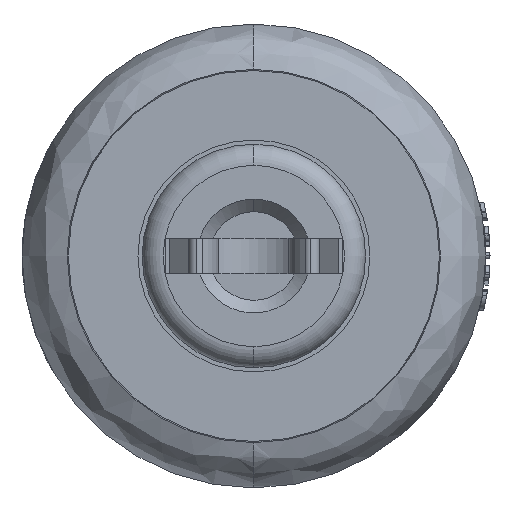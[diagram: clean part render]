
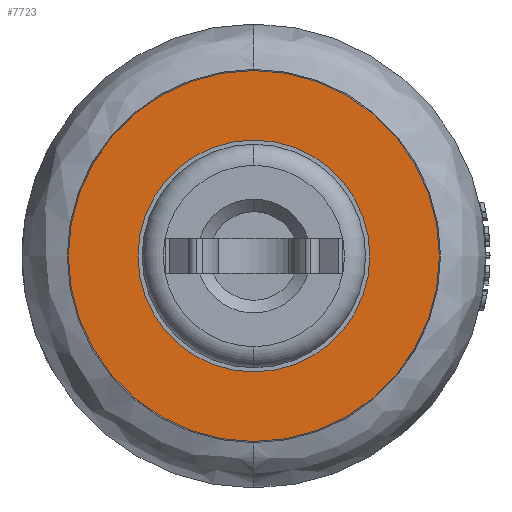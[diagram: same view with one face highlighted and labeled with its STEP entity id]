
A CAD part, left-side view. The second image highlights one B-rep face of the part: STEP entity #7723.
In plain terms, the highlighted planar face has unit normal (-1, 0, 0).
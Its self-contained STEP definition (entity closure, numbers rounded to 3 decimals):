
#800 = CARTESIAN_POINT ( 'NONE',  ( 12., 0., 0. ) ) ;
#868 = CARTESIAN_POINT ( 'NONE',  ( 12., 0., -4.4 ) ) ;
#1182 = AXIS2_PLACEMENT_3D ( 'NONE', #868, #10239, #22863 ) ;
#1582 = DIRECTION ( 'NONE',  ( -1., 0., 0. ) ) ;
#1642 = DIRECTION ( 'NONE',  ( 0., 0., 1. ) ) ;
#2270 = EDGE_LOOP ( 'NONE', ( #10815, #21698 ) ) ;
#3533 = CIRCLE ( 'NONE', #10254, 2.75 ) ;
#4684 = EDGE_LOOP ( 'NONE', ( #15785, #4903 ) ) ;
#4903 = ORIENTED_EDGE ( 'NONE', *, *, #16919, .F. ) ;
#4960 = FACE_BOUND ( 'NONE', #4684, .T. ) ;
#5493 = CIRCLE ( 'NONE', #7629, 4.4 ) ;
#7629 = AXIS2_PLACEMENT_3D ( 'NONE', #17267, #15158, #17188 ) ;
#7723 = ADVANCED_FACE ( 'NONE', ( #4960, #8423 ), #13662, .F. ) ;
#8237 = VERTEX_POINT ( 'NONE', #10210 ) ;
#8362 = VERTEX_POINT ( 'NONE', #16355 ) ;
#8423 = FACE_OUTER_BOUND ( 'NONE', #2270, .T. ) ;
#8799 = CARTESIAN_POINT ( 'NONE',  ( 12., 0., 0. ) ) ;
#8886 = DIRECTION ( 'NONE',  ( 0., 0., 1. ) ) ;
#9601 = EDGE_CURVE ( 'NONE', #8362, #8237, #5493, .T. ) ;
#10210 = CARTESIAN_POINT ( 'NONE',  ( 12., 0., -4.4 ) ) ;
#10239 = DIRECTION ( 'NONE',  ( 1., 0., 0. ) ) ;
#10254 = AXIS2_PLACEMENT_3D ( 'NONE', #800, #15624, #15851 ) ;
#10815 = ORIENTED_EDGE ( 'NONE', *, *, #9601, .T. ) ;
#11370 = AXIS2_PLACEMENT_3D ( 'NONE', #23410, #12376, #1642 ) ;
#12376 = DIRECTION ( 'NONE',  ( -1., 0., 0. ) ) ;
#13662 = PLANE ( 'NONE',  #1182 ) ;
#13816 = CARTESIAN_POINT ( 'NONE',  ( 12., 0., -2.75 ) ) ;
#14154 = EDGE_CURVE ( 'NONE', #8237, #8362, #22010, .T. ) ;
#15158 = DIRECTION ( 'NONE',  ( -1., 0., 0. ) ) ;
#15624 = DIRECTION ( 'NONE',  ( -1., 0., 0. ) ) ;
#15785 = ORIENTED_EDGE ( 'NONE', *, *, #16783, .F. ) ;
#15851 = DIRECTION ( 'NONE',  ( 0., 0., 1. ) ) ;
#16355 = CARTESIAN_POINT ( 'NONE',  ( 12., 0., 4.4 ) ) ;
#16783 = EDGE_CURVE ( 'NONE', #21305, #20169, #3533, .T. ) ;
#16919 = EDGE_CURVE ( 'NONE', #20169, #21305, #21080, .T. ) ;
#17188 = DIRECTION ( 'NONE',  ( 0., 0., 1. ) ) ;
#17267 = CARTESIAN_POINT ( 'NONE',  ( 12., 0., 0. ) ) ;
#17532 = CARTESIAN_POINT ( 'NONE',  ( 12., 0., 2.75 ) ) ;
#20169 = VERTEX_POINT ( 'NONE', #13816 ) ;
#21080 = CIRCLE ( 'NONE', #23807, 2.75 ) ;
#21305 = VERTEX_POINT ( 'NONE', #17532 ) ;
#21698 = ORIENTED_EDGE ( 'NONE', *, *, #14154, .T. ) ;
#22010 = CIRCLE ( 'NONE', #11370, 4.4 ) ;
#22863 = DIRECTION ( 'NONE',  ( 0., 0., -1. ) ) ;
#23410 = CARTESIAN_POINT ( 'NONE',  ( 12., 0., 0. ) ) ;
#23807 = AXIS2_PLACEMENT_3D ( 'NONE', #8799, #1582, #8886 ) ;
